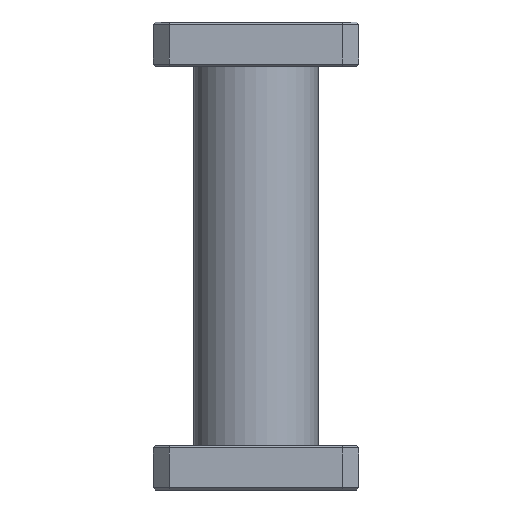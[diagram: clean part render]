
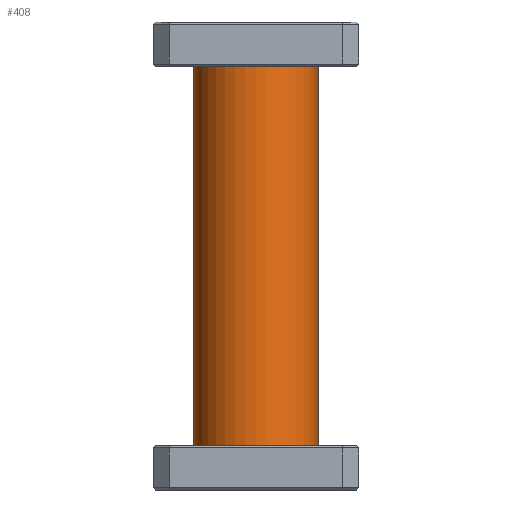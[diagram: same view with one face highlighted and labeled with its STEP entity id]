
A CAD part, front view. The second image highlights one B-rep face of the part: STEP entity #408.
In plain terms, the highlighted cylindrical face has radius 6.731 mm (diameter 13.462 mm), a partial arc.
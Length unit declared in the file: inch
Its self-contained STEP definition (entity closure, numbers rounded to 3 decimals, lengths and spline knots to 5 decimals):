
#1 = EDGE_CURVE ( 'NONE', #1495, #453, #741, .T. ) ;
#113 = CIRCLE ( 'NONE', #1599, 0.265 ) ;
#159 = ORIENTED_EDGE ( 'NONE', *, *, #1024, .F. ) ;
#256 = EDGE_CURVE ( 'NONE', #453, #2152, #630, .T. ) ;
#262 = ORIENTED_EDGE ( 'NONE', *, *, #256, .F. ) ;
#341 = DIRECTION ( 'NONE',  ( -1., 0., 0. ) ) ;
#408 = ADVANCED_FACE ( 'NONE', ( #1771 ), #748, .T. ) ;
#453 = VERTEX_POINT ( 'NONE', #1139 ) ;
#567 = CARTESIAN_POINT ( 'NONE',  ( 0., 0., 1. ) ) ;
#630 = CIRCLE ( 'NONE', #1847, 0.265 ) ;
#682 = CARTESIAN_POINT ( 'NONE',  ( 0., 0., -0.81 ) ) ;
#687 = VECTOR ( 'NONE', #2528, 39.37008 ) ;
#741 = LINE ( 'NONE', #1552, #1514 ) ;
#748 = CYLINDRICAL_SURFACE ( 'NONE', #1595, 0.265 ) ;
#820 = CARTESIAN_POINT ( 'NONE',  ( 0., 0., 0.81 ) ) ;
#959 = CARTESIAN_POINT ( 'NONE',  ( -0.265, 0., 0.81 ) ) ;
#1024 = EDGE_CURVE ( 'NONE', #1782, #1495, #113, .T. ) ;
#1139 = CARTESIAN_POINT ( 'NONE',  ( 0.265, 0., -0.81 ) ) ;
#1150 = ORIENTED_EDGE ( 'NONE', *, *, #1, .F. ) ;
#1367 = DIRECTION ( 'NONE',  ( 0., 0., -1. ) ) ;
#1426 = DIRECTION ( 'NONE',  ( 1., 0., 0. ) ) ;
#1495 = VERTEX_POINT ( 'NONE', #2489 ) ;
#1514 = VECTOR ( 'NONE', #2543, 39.37008 ) ;
#1552 = CARTESIAN_POINT ( 'NONE',  ( 0.265, 0., 1. ) ) ;
#1595 = AXIS2_PLACEMENT_3D ( 'NONE', #567, #1367, #341 ) ;
#1599 = AXIS2_PLACEMENT_3D ( 'NONE', #820, #2454, #1426 ) ;
#1673 = CARTESIAN_POINT ( 'NONE',  ( -0.265, 0., -0.81 ) ) ;
#1701 = CARTESIAN_POINT ( 'NONE',  ( -0.265, 0., 1. ) ) ;
#1771 = FACE_OUTER_BOUND ( 'NONE', #2617, .T. ) ;
#1782 = VERTEX_POINT ( 'NONE', #959 ) ;
#1847 = AXIS2_PLACEMENT_3D ( 'NONE', #682, #2117, #2352 ) ;
#1905 = LINE ( 'NONE', #1701, #687 ) ;
#2117 = DIRECTION ( 'NONE',  ( 0., 0., -1. ) ) ;
#2152 = VERTEX_POINT ( 'NONE', #1673 ) ;
#2242 = ORIENTED_EDGE ( 'NONE', *, *, #2300, .T. ) ;
#2300 = EDGE_CURVE ( 'NONE', #1782, #2152, #1905, .T. ) ;
#2352 = DIRECTION ( 'NONE',  ( -1., 0., 0. ) ) ;
#2454 = DIRECTION ( 'NONE',  ( 0., 0., 1. ) ) ;
#2489 = CARTESIAN_POINT ( 'NONE',  ( 0.265, 0., 0.81 ) ) ;
#2528 = DIRECTION ( 'NONE',  ( 0., 0., -1. ) ) ;
#2543 = DIRECTION ( 'NONE',  ( 0., 0., -1. ) ) ;
#2617 = EDGE_LOOP ( 'NONE', ( #1150, #159, #2242, #262 ) ) ;
